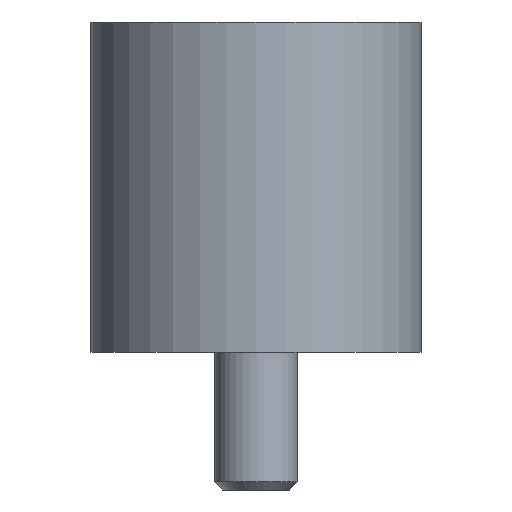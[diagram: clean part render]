
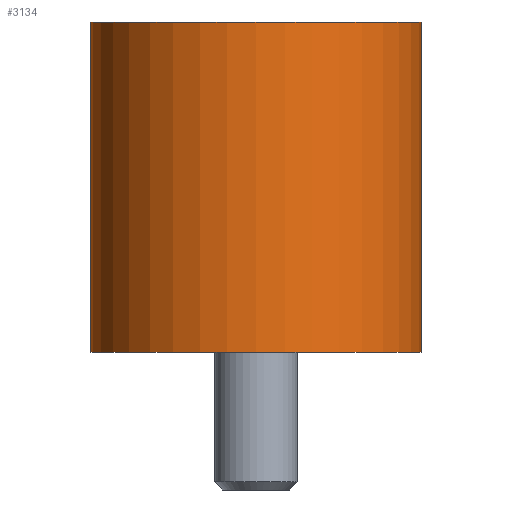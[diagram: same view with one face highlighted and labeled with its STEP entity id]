
A CAD part, front view. The second image highlights one B-rep face of the part: STEP entity #3134.
In plain terms, the highlighted cylindrical face has radius 6 mm (diameter 12 mm), a full revolution.
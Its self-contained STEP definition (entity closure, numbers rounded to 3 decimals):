
#37=CYLINDRICAL_SURFACE('',#3270,6.);
#40=CIRCLE('',#3262,6.);
#45=CIRCLE('',#3271,6.);
#286=FACE_OUTER_BOUND('',#467,.T.);
#467=EDGE_LOOP('',(#2782,#2783,#2784,#2785));
#710=LINE('',#5860,#957);
#957=VECTOR('',#3649,6.);
#1454=VERTEX_POINT('',#5843);
#1459=VERTEX_POINT('',#5859);
#1900=EDGE_CURVE('',#1454,#1454,#40,.T.);
#1907=EDGE_CURVE('',#1454,#1459,#710,.T.);
#1908=EDGE_CURVE('',#1459,#1459,#45,.T.);
#2782=ORIENTED_EDGE('',*,*,#1900,.T.);
#2783=ORIENTED_EDGE('',*,*,#1907,.T.);
#2784=ORIENTED_EDGE('',*,*,#1908,.F.);
#2785=ORIENTED_EDGE('',*,*,#1907,.F.);
#3134=ADVANCED_FACE('',(#286),#37,.T.);
#3262=AXIS2_PLACEMENT_3D('',#5844,#3629,#3630);
#3270=AXIS2_PLACEMENT_3D('',#5858,#3647,#3648);
#3271=AXIS2_PLACEMENT_3D('',#5861,#3650,#3651);
#3629=DIRECTION('center_axis',(0.,0.,-1.));
#3630=DIRECTION('ref_axis',(-1.,0.,0.));
#3647=DIRECTION('center_axis',(0.,0.,1.));
#3648=DIRECTION('ref_axis',(-1.,0.,0.));
#3649=DIRECTION('',(0.,0.,-1.));
#3650=DIRECTION('center_axis',(0.,0.,-1.));
#3651=DIRECTION('ref_axis',(-1.,0.,0.));
#5843=CARTESIAN_POINT('',(6.,0.,12.));
#5844=CARTESIAN_POINT('Origin',(0.,0.,12.));
#5858=CARTESIAN_POINT('Origin',(0.,0.,0.));
#5859=CARTESIAN_POINT('',(6.,0.,0.));
#5860=CARTESIAN_POINT('',(6.,0.,0.));
#5861=CARTESIAN_POINT('Origin',(0.,0.,0.));
